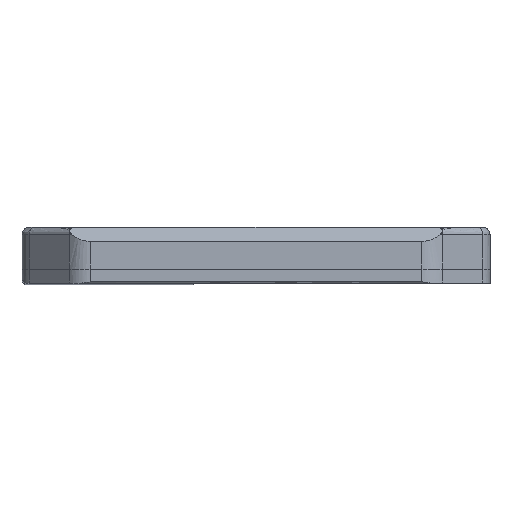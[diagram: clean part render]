
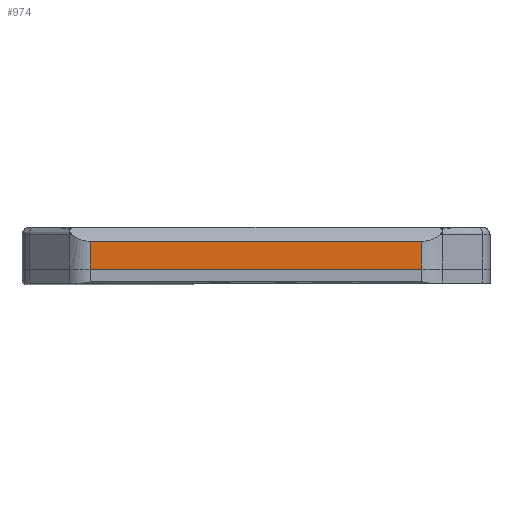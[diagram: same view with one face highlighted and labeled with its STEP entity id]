
A CAD part, top view. The second image highlights one B-rep face of the part: STEP entity #974.
In plain terms, the highlighted free-form (B-spline) face has degree [1, 1] with [2, 2] control points.
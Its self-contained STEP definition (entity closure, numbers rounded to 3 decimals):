
#353=CARTESIAN_POINT('',(-11.902,281.,33.8));
#354=VERTEX_POINT('',#353);
#367=CARTESIAN_POINT('',(11.902,281.,33.8));
#368=VERTEX_POINT('',#367);
#369=CARTESIAN_POINT('',(11.902,281.,33.8));
#370=CARTESIAN_POINT('',(-11.902,281.,33.8));
#371=B_SPLINE_CURVE_WITH_KNOTS('',1,(#369,#370),.UNSPECIFIED.,.F.,.F.,(2,2),(0.,23.804),.UNSPECIFIED.);
#372=EDGE_CURVE('',#368,#354,#371,.T.);
#934=CARTESIAN_POINT('',(-11.902,279.,33.8));
#935=VERTEX_POINT('',#934);
#944=CARTESIAN_POINT('',(-11.902,281.,33.8));
#945=CARTESIAN_POINT('',(-11.902,279.,33.8));
#946=B_SPLINE_CURVE_WITH_KNOTS('',1,(#944,#945),.UNSPECIFIED.,.F.,.F.,(2,2),(0.,2.),.UNSPECIFIED.);
#947=EDGE_CURVE('',#354,#935,#946,.T.);
#953=CARTESIAN_POINT('',(11.902,281.,33.8));
#954=CARTESIAN_POINT('',(11.902,279.,33.8));
#955=CARTESIAN_POINT('',(-11.902,281.,33.8));
#956=CARTESIAN_POINT('',(-11.902,279.,33.8));
#957=B_SPLINE_SURFACE_WITH_KNOTS('',1,1,((#953,#954),(#955,#956)),.UNSPECIFIED.,.F.,.F.,.U.,(2,2),(2,2),(4.898,28.702),(1.,3.),.UNSPECIFIED.);
#958=ORIENTED_EDGE('',*,*,#947,.T.);
#959=CARTESIAN_POINT('',(11.902,279.,33.8));
#960=VERTEX_POINT('',#959);
#961=CARTESIAN_POINT('',(-11.902,279.,33.8));
#962=CARTESIAN_POINT('',(11.902,279.,33.8));
#963=B_SPLINE_CURVE_WITH_KNOTS('',1,(#961,#962),.UNSPECIFIED.,.F.,.F.,(2,2),(0.,23.804),.UNSPECIFIED.);
#964=EDGE_CURVE('',#935,#960,#963,.T.);
#965=ORIENTED_EDGE('',*,*,#964,.T.);
#966=CARTESIAN_POINT('',(11.902,281.,33.8));
#967=CARTESIAN_POINT('',(11.902,279.,33.8));
#968=B_SPLINE_CURVE_WITH_KNOTS('',1,(#966,#967),.UNSPECIFIED.,.F.,.F.,(2,2),(0.,2.),.UNSPECIFIED.);
#969=EDGE_CURVE('',#368,#960,#968,.T.);
#970=ORIENTED_EDGE('',*,*,#969,.F.);
#971=ORIENTED_EDGE('',*,*,#372,.T.);
#972=EDGE_LOOP('',(#958,#965,#970,#971));
#973=FACE_BOUND('',#972,.T.);
#974=ADVANCED_FACE('AL',(#973),#957,.T.);
